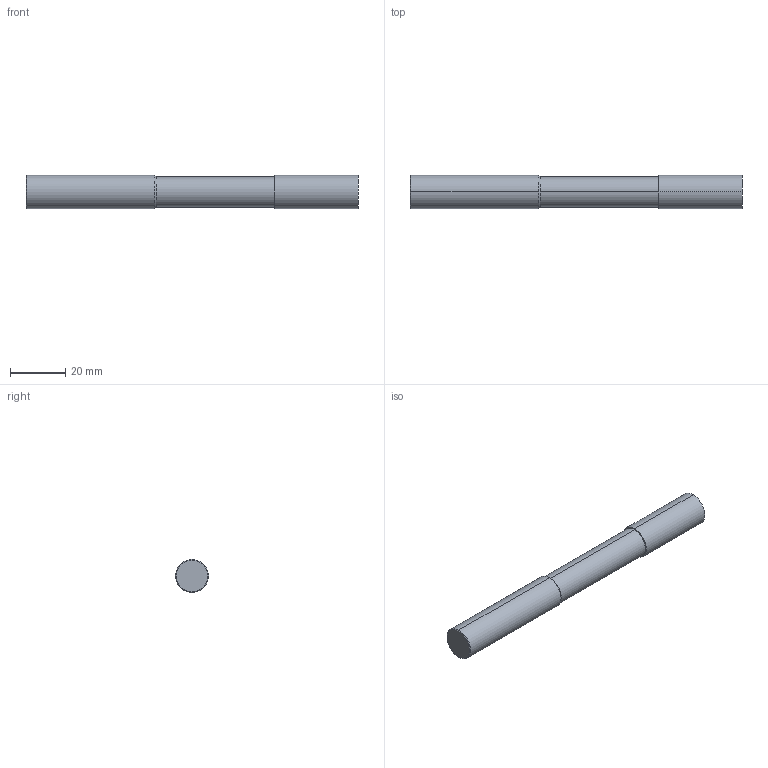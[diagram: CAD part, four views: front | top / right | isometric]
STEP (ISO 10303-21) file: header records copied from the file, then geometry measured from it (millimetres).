
FILE_DESCRIPTION((''),'2;1');
FILE_NAME('5363912400_ASM','2021-02-02T08:01:21',('schmidtst'),(''),'CREO PARAMETRIC BY PTC INC, 2020053','CREO PARAMETRIC BY PTC INC, 2020053','');
FILE_SCHEMA(('AP242_MANAGED_MODEL_BASED_3D_ENGINEERING_MIM_LF { 1 0 10303 442 1 1 4 }'));
Length unit declared in the file: millimetre
Products named in the file (3): 5363912400NC; 5363912400C; 5363912400_ASM
Assembly tree (2 placements, depth 2):
  5363912400_ASM
    5363912400NC
    5363912400C
Bounding box: 120 x 12 x 12 mm (x, y, z)
Volume: 12789.2 mm3; surface area: 4824.2 mm2
Topology: 2 solids, 2 shells, 14 faces, 35 edges, 28 vertices
Faces by surface type: cylinder 6, plane 4, cone 4
Entity records: 1481 total; most frequent: DIRECTION 159, CARTESIAN_POINT 116, PROPERTY_DEFINITION 98, REPRESENTATION 96, PROPERTY_DEFINITION_REPRESENTATION 96, GENERAL_PROPERTY 79, GENERAL_PROPERTY_ASSOCIATION 79, AXIS2_PLACEMENT_3D 64
